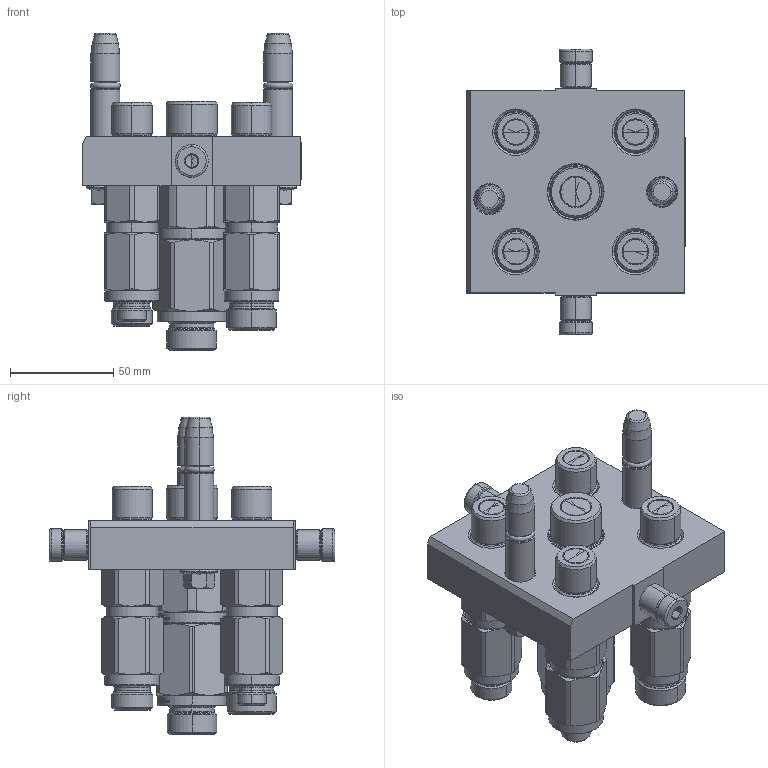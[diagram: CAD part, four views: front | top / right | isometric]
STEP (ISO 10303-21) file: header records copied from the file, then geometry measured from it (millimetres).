
FILE_DESCRIPTION (( 'STEP AP214' ), '1' );
FILE_NAME ('FASTER.step', '2022-12-22T06:44:33', ( '' ), ( '' ), 'SwSTEP 2.0', 'SolidWorks 2017', '' );
FILE_SCHEMA (( 'AUTOMOTIVE_DESIGN' ));
Length unit declared in the file: millimetre
Products named in the file (17): et002; 4830_010_0000_011; 3ffnp38-2_14m; 4830_028_1000_011; 3ffnp38-3_24m; 4830_013_3000_030; 3ffnp12-3_24m; 3ffnp38-3_20m; 1540_080_0008_000; P506-1_M_BASE; or2_62x9_19_m; 4830_021_0000_000; FASTER
Assembly tree (22 placements, depth 3):
  FASTER
    P506-1_M_BASE
      4830_010_0000_011
      4830_021_0000_000  x2
      1540_080_0008_000  x2
      4830_013_3000_030  x2
      4830_028_1000_011  x2
      or2_62x9_19_m  x2
    3ffnp38-3_20m  x2
      3ffnp38-3_20m
    3ffnp38-2_14m
      3ffnp38-2_14m
    3ffnp12-3_24m
      3ffnp12-3_24m
    3ffnp38-3_24m
      3ffnp38-3_24m
    et002
Bounding box: 106.3 x 138.6 x 154 mm (x, y, z)
Volume: 2873.9 mm3; surface area: 124128.2 mm2
Topology: 5 solids, 54 shells, 1878 faces, 4906 edges, 3124 vertices
Faces by surface type: plane 958, cone 391, cylinder 342, torus 143, bspline 44
Entity records: 63032 total; most frequent: CARTESIAN_POINT 16463, ORIENTED_EDGE 8094, DIRECTION 7721, EDGE_CURVE 4239, VERTEX_POINT 2734, VECTOR 2701, LINE 2701, AXIS2_PLACEMENT_3D 2510
